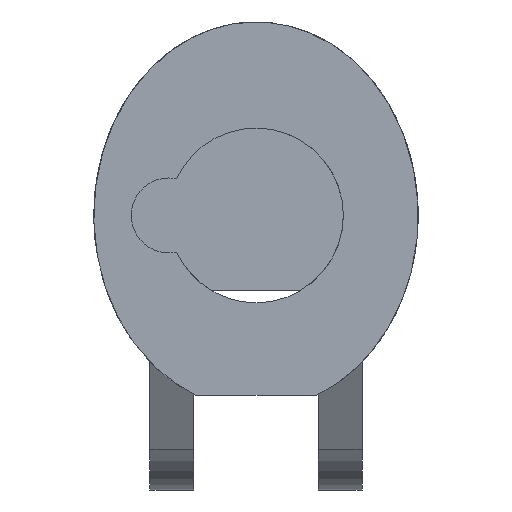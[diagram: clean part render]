
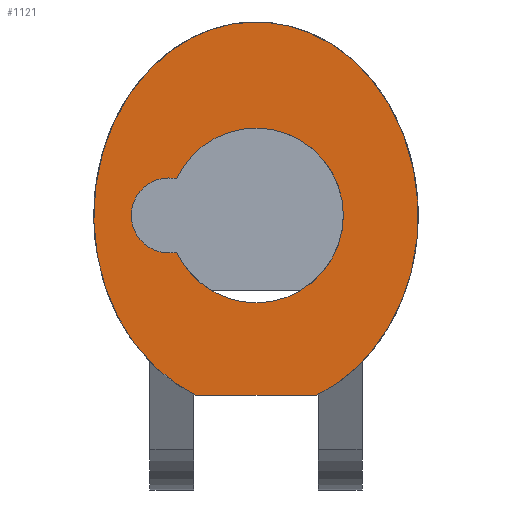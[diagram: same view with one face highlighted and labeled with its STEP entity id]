
A CAD part, front view. The second image highlights one B-rep face of the part: STEP entity #1121.
In plain terms, the highlighted planar face has unit normal (0, -1, 0).
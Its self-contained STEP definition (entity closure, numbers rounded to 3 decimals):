
#4 = CARTESIAN_POINT ( 'NONE',  ( 0., 0., 0. ) ) ;
#24 = EDGE_CURVE ( 'NONE', #620, #751, #134, .T. ) ;
#42 = CARTESIAN_POINT ( 'NONE',  ( -12.714, 0., 5.861 ) ) ;
#66 = DIRECTION ( 'NONE',  ( 0., -1., 0. ) ) ;
#125 = DIRECTION ( 'NONE',  ( 0., -1., 0. ) ) ;
#134 =( BOUNDED_CURVE ( )  B_SPLINE_CURVE ( 3, ( #971, #1190, #1089, #658, #164, #1097, #468 ),
 .UNSPECIFIED., .F., .T. ) 
 B_SPLINE_CURVE_WITH_KNOTS ( ( 4, 3, 4 ),
 ( 0.381, 3.142, 5.903 ),
 .UNSPECIFIED. ) 
 CURVE ( )  GEOMETRIC_REPRESENTATION_ITEM ( )  RATIONAL_B_SPLINE_CURVE ( ( 1., 0.459, 0.459, 1., 0.459, 0.459, 1. ) ) 
 REPRESENTATION_ITEM ( '' )  );
#145 = DIRECTION ( 'NONE',  ( 0., 0., 1. ) ) ;
#159 = EDGE_CURVE ( 'NONE', #963, #598, #837, .T. ) ;
#164 = CARTESIAN_POINT ( 'NONE',  ( 37.048, 0., 31. ) ) ;
#179 = ORIENTED_EDGE ( 'NONE', *, *, #159, .F. ) ;
#191 = DIRECTION ( 'NONE',  ( 0., -1., 0. ) ) ;
#203 = DIRECTION ( 'NONE',  ( 0., 0., -1. ) ) ;
#210 = AXIS2_PLACEMENT_3D ( 'NONE', #847, #125, #735 ) ;
#251 = DIRECTION ( 'NONE',  ( 1., 0., 0. ) ) ;
#318 = CIRCLE ( 'NONE', #624, 6. ) ;
#340 = PLANE ( 'NONE',  #567 ) ;
#371 = EDGE_CURVE ( 'NONE', #848, #963, #1047, .T. ) ;
#468 = CARTESIAN_POINT ( 'NONE',  ( 9.657, 0., -28.782 ) ) ;
#477 = ORIENTED_EDGE ( 'NONE', *, *, #24, .F. ) ;
#501 = AXIS2_PLACEMENT_3D ( 'NONE', #1108, #1006, #203 ) ;
#502 = EDGE_CURVE ( 'NONE', #620, #751, #1200, .T. ) ;
#503 = CIRCLE ( 'NONE', #691, 6. ) ;
#567 = AXIS2_PLACEMENT_3D ( 'NONE', #1082, #739, #145 ) ;
#584 = DIRECTION ( 'NONE',  ( 0., 0., -1. ) ) ;
#598 = VERTEX_POINT ( 'NONE', #42 ) ;
#620 = VERTEX_POINT ( 'NONE', #1099 ) ;
#624 = AXIS2_PLACEMENT_3D ( 'NONE', #626, #66, #584 ) ;
#626 = CARTESIAN_POINT ( 'NONE',  ( -14., 0., 0. ) ) ;
#657 = CARTESIAN_POINT ( 'NONE',  ( -14., 0., 0. ) ) ;
#658 = CARTESIAN_POINT ( 'NONE',  ( 0., 0., 31. ) ) ;
#674 = EDGE_LOOP ( 'NONE', ( #477, #1110 ) ) ;
#691 = AXIS2_PLACEMENT_3D ( 'NONE', #657, #748, #1172 ) ;
#727 = DIRECTION ( 'NONE',  ( 0., -1., 0. ) ) ;
#735 = DIRECTION ( 'NONE',  ( 0., 0., -1. ) ) ;
#739 = DIRECTION ( 'NONE',  ( 0., 1., 0. ) ) ;
#748 = DIRECTION ( 'NONE',  ( 0., -1., 0. ) ) ;
#751 = VERTEX_POINT ( 'NONE', #1283 ) ;
#771 = EDGE_LOOP ( 'NONE', ( #1171, #179, #774, #865, #830, #1122 ) ) ;
#774 = ORIENTED_EDGE ( 'NONE', *, *, #371, .F. ) ;
#830 = ORIENTED_EDGE ( 'NONE', *, *, #883, .F. ) ;
#833 = EDGE_CURVE ( 'NONE', #1348, #1196, #1126, .T. ) ;
#836 = CARTESIAN_POINT ( 'NONE',  ( 0., 0., -14. ) ) ;
#837 = CIRCLE ( 'NONE', #950, 14. ) ;
#847 = CARTESIAN_POINT ( 'NONE',  ( 0., 0., 0. ) ) ;
#848 = VERTEX_POINT ( 'NONE', #836 ) ;
#865 = ORIENTED_EDGE ( 'NONE', *, *, #1020, .F. ) ;
#883 = EDGE_CURVE ( 'NONE', #1196, #977, #318, .T. ) ;
#909 = VECTOR ( 'NONE', #251, 1000. ) ;
#929 = CARTESIAN_POINT ( 'NONE',  ( 0., 0., 14. ) ) ;
#950 = AXIS2_PLACEMENT_3D ( 'NONE', #4, #727, #1135 ) ;
#963 = VERTEX_POINT ( 'NONE', #929 ) ;
#971 = CARTESIAN_POINT ( 'NONE',  ( -9.657, 0., -28.782 ) ) ;
#977 = VERTEX_POINT ( 'NONE', #1347 ) ;
#1006 = DIRECTION ( 'NONE',  ( 0., -1., 0. ) ) ;
#1020 = EDGE_CURVE ( 'NONE', #977, #848, #1241, .T. ) ;
#1047 = CIRCLE ( 'NONE', #1231, 14. ) ;
#1058 = FACE_BOUND ( 'NONE', #771, .T. ) ;
#1082 = CARTESIAN_POINT ( 'NONE',  ( 0., 0., 0. ) ) ;
#1089 = CARTESIAN_POINT ( 'NONE',  ( -37.048, 0., 31. ) ) ;
#1097 = CARTESIAN_POINT ( 'NONE',  ( 44.055, 0., -12.375 ) ) ;
#1099 = CARTESIAN_POINT ( 'NONE',  ( -9.657, 0., -28.782 ) ) ;
#1108 = CARTESIAN_POINT ( 'NONE',  ( -14., 0., 0. ) ) ;
#1110 = ORIENTED_EDGE ( 'NONE', *, *, #502, .T. ) ;
#1113 = CARTESIAN_POINT ( 'NONE',  ( 0., 0., 0. ) ) ;
#1118 = DIRECTION ( 'NONE',  ( 0., 0., -1. ) ) ;
#1121 = ADVANCED_FACE ( 'NONE', ( #1058, #1164 ), #340, .F. ) ;
#1122 = ORIENTED_EDGE ( 'NONE', *, *, #833, .F. ) ;
#1126 = CIRCLE ( 'NONE', #501, 6. ) ;
#1135 = DIRECTION ( 'NONE',  ( 0., 0., -1. ) ) ;
#1164 = FACE_OUTER_BOUND ( 'NONE', #674, .T. ) ;
#1171 = ORIENTED_EDGE ( 'NONE', *, *, #1232, .F. ) ;
#1172 = DIRECTION ( 'NONE',  ( 0., 0., -1. ) ) ;
#1190 = CARTESIAN_POINT ( 'NONE',  ( -44.055, 0., -12.375 ) ) ;
#1196 = VERTEX_POINT ( 'NONE', #1257 ) ;
#1200 = LINE ( 'NONE', #1298, #909 ) ;
#1214 = CARTESIAN_POINT ( 'NONE',  ( -14., 0., 6. ) ) ;
#1231 = AXIS2_PLACEMENT_3D ( 'NONE', #1113, #191, #1118 ) ;
#1232 = EDGE_CURVE ( 'NONE', #598, #1348, #503, .T. ) ;
#1241 = CIRCLE ( 'NONE', #210, 14. ) ;
#1257 = CARTESIAN_POINT ( 'NONE',  ( -14., 0., -6. ) ) ;
#1283 = CARTESIAN_POINT ( 'NONE',  ( 9.657, 0., -28.782 ) ) ;
#1298 = CARTESIAN_POINT ( 'NONE',  ( 0., 0., -28.782 ) ) ;
#1347 = CARTESIAN_POINT ( 'NONE',  ( -12.714, 0., -5.861 ) ) ;
#1348 = VERTEX_POINT ( 'NONE', #1214 ) ;
